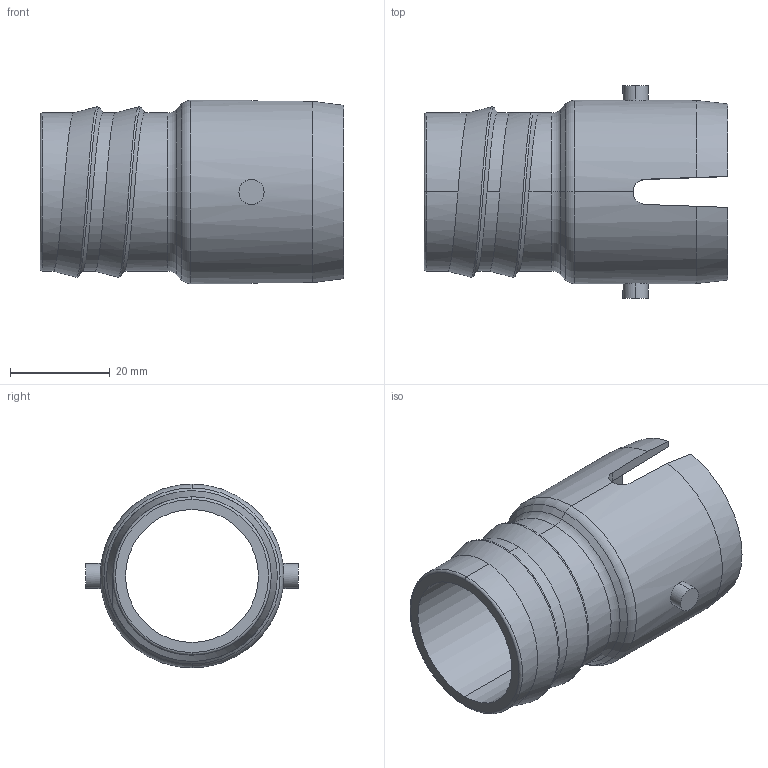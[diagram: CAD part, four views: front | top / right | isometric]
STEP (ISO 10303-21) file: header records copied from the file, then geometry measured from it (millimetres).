
FILE_DESCRIPTION (( 'STEP AP203' ), '1' );
FILE_NAME ('Old Hose Side_rev2.STEP', '2020-03-29T03:09:58', ( '' ), ( '' ), 'SwSTEP 2.0', 'SolidWorks 2020', '' );
FILE_SCHEMA (( 'CONFIG_CONTROL_DESIGN' ));
Length unit declared in the file: inch
Products named in the file (1): Old Hose Side_rev2
Bounding box: 60.96 x 42.67 x 36.83 mm (x, y, z)
Volume: 15765.5 mm3; surface area: 12771.6 mm2
Topology: 1 solids, 1 shells, 48 faces, 115 edges, 70 vertices
Faces by surface type: cylinder 18, plane 11, torus 10, cone 6, bspline 3
Entity records: 2460 total; most frequent: CARTESIAN_POINT 1345, ORIENTED_EDGE 230, DIRECTION 208, EDGE_CURVE 115, AXIS2_PLACEMENT_3D 89, VERTEX_POINT 70, EDGE_LOOP 51, FACE_OUTER_BOUND 48
